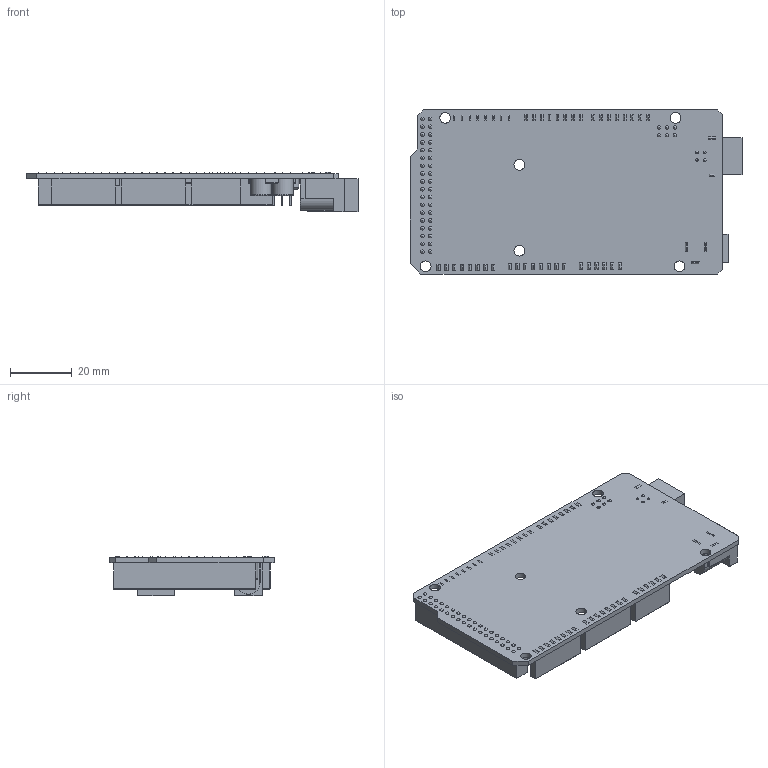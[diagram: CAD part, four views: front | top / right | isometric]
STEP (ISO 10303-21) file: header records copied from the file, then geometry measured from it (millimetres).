
FILE_DESCRIPTION (( 'STEP AP203' ), '1' );
FILE_NAME ('ArduinoMega_Default_sldprt.STEP', '2020-12-09T15:00:34', ( '' ), ( '' ), 'SwSTEP 2.0', 'SolidWorks 2020', '' );
FILE_SCHEMA (( 'CONFIG_CONTROL_DESIGN' ));
Products named in the file (1): ArduinoMega_Default_sldprt
Bounding box: 107.95 x 53.41 x 12.95 mm (x, y, z)
Volume: 16511.6 mm3; surface area: 19438.5 mm2
Topology: 1 solids, 1 shells, 1838 faces, 4125 edges, 2518 vertices
Faces by surface type: plane 1460, cylinder 269, cone 92, torus 15, sphere 2
Entity records: 49382 total; most frequent: CARTESIAN_POINT 9206, ORIENTED_EDGE 8206, DIRECTION 7811, EDGE_CURVE 4103, VECTOR 3601, LINE 3601, VERTEX_POINT 2518, AXIS2_PLACEMENT_3D 2105
